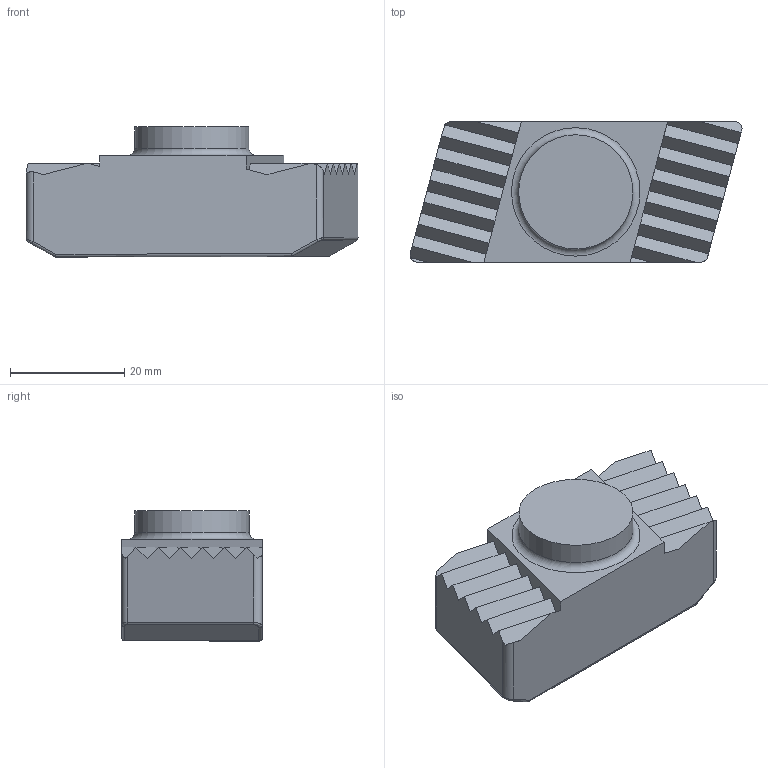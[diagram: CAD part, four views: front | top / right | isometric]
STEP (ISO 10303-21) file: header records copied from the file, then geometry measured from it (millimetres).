
FILE_DESCRIPTION(('STEP AP214'),'1');
FILE_NAME('1.stp','2020-09-28T09:52:45',(' '),(' '),'Spatial InterOp 3D',' ',' ');
FILE_SCHEMA(('AUTOMOTIVE_DESIGN { 1 0 10303 214 1 1 1 1 }'));
Length unit declared in the file: millimetre
Products named in the file (1): 1
Bounding box: 58.15 x 24.6 x 22.8 mm (x, y, z)
Volume: 22431.6 mm3; surface area: 5555.1 mm2
Topology: 1 solids, 1 shells, 66 faces, 171 edges, 107 vertices
Faces by surface type: plane 42, cylinder 15, bspline 4, sphere 4, torus 1
Full cylindrical faces by diameter (mm): 20 x1
Entity records: 2162 total; most frequent: CARTESIAN_POINT 550, ORIENTED_EDGE 332, DIRECTION 329, EDGE_CURVE 166, LINE 129, VECTOR 129, VERTEX_POINT 105, AXIS2_PLACEMENT_3D 100
